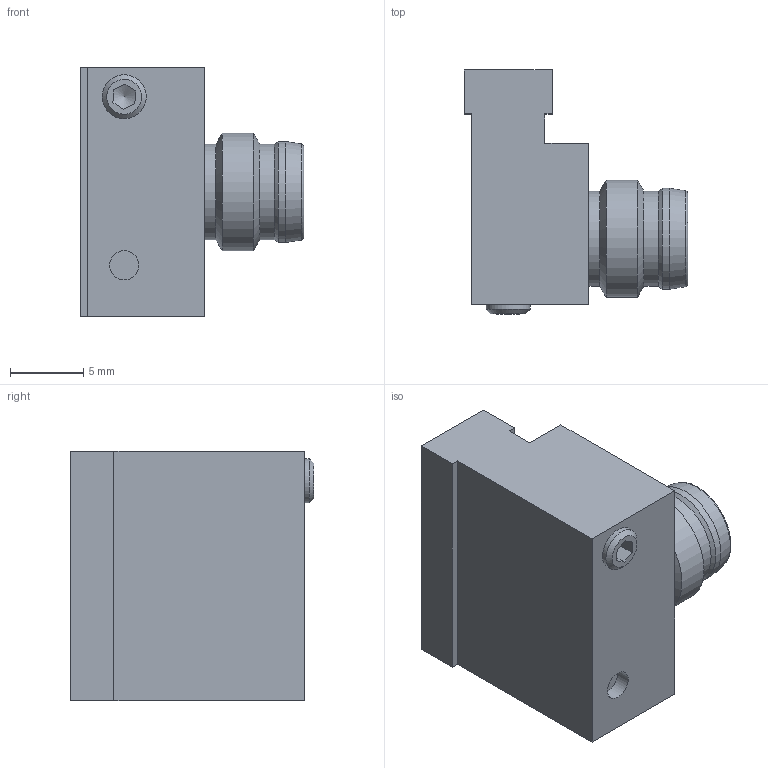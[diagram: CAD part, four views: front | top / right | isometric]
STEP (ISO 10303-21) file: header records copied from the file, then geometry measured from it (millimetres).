
FILE_DESCRIPTION(/* description */ ('DISO X xxx'),/* implementation_level */ '2;1');
FILE_NAME(/* name */ 'MZERT17.stp',/* time_stamp */ '2015-07-21T11:51:25+02:00',/* author */ ('lck'),/* organization */ (''),/* preprocessor_version */ 'ST-DEVELOPER v15.6',/* originating_system */ 'Autodesk Inventor 2015',/* authorisation */ '');
FILE_SCHEMA (('AUTOMOTIVE_DESIGN { 1 0 10303 214 3 1 1 }'));
Length unit declared in the file: millimetre
Products named in the file (1): Bauteil330
Bounding box: 15.25 x 16.65 x 17 mm (x, y, z)
Volume: 2100.4 mm3; surface area: 1653 mm2
Topology: 1 solids, 5 shells, 72 faces, 154 edges, 91 vertices
Faces by surface type: plane 31, cylinder 20, cone 17, sphere 3, torus 1
Full cylindrical faces by diameter (mm): 1 x3, 2 x1, 3 x2, 3.2 x1, 5.55 x1, 5.6 x3, 5.8 x5, 6.5 x2, 6.9 x1, 8 x1
Entity records: 1682 total; most frequent: DIRECTION 300, CARTESIAN_POINT 253, ORIENTED_EDGE 202, AXIS2_PLACEMENT_3D 126, EDGE_LOOP 120, EDGE_CURVE 101, VERTEX_POINT 79, FACE_OUTER_BOUND 72
